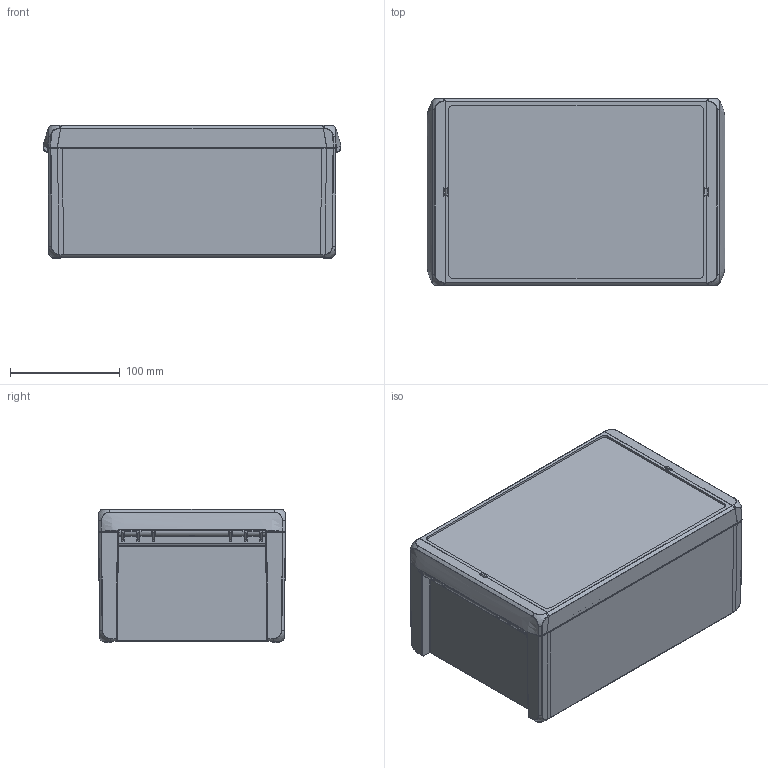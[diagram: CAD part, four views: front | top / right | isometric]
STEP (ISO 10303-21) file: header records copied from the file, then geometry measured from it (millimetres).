
FILE_DESCRIPTION(/* description */ (''),/* implementation_level */ '2;1');
FILE_NAME(/* name */ 'B-261712_3Dsym.stp',/* time_stamp */ '2016-05-11T14:13:44+02:00',/* author */ ('haertel'),/* organization */ ('Fa. Bopla'),/* preprocessor_version */ 'ST-DEVELOPER v16.1',/* originating_system */ 'Autodesk Inventor 2016',/* authorisation */ '');
FILE_SCHEMA (('AUTOMOTIVE_DESIGN { 1 0 10303 214 3 1 1 }'));
Products named in the file (4): 1010864_3Dsym; 1010363_3Dsym; 1010350_3Dsym; B-261712_3Dsym
Assembly tree (4 placements, depth 2):
  B-261712_3Dsym
    1010864_3Dsym
    1010363_3Dsym
    1010350_3Dsym  x2
Bounding box: 271 x 170 x 121 mm (x, y, z)
Volume: 638096.1 mm3; surface area: 434020.6 mm2
Topology: 4 solids, 4 shells, 2681 faces, 6971 edges, 4336 vertices
Faces by surface type: plane 915, cylinder 889, bspline 616, cone 151, sphere 68, torus 42
Full cylindrical faces by diameter (mm): 4 x4, 4.25 x4
Entity records: 117787 total; most frequent: CARTESIAN_POINT 64954, ORIENTED_EDGE 11270, DIRECTION 10635, EDGE_CURVE 5635, AXIS2_PLACEMENT_3D 4014, VERTEX_POINT 3579, LINE 2607, VECTOR 2607
